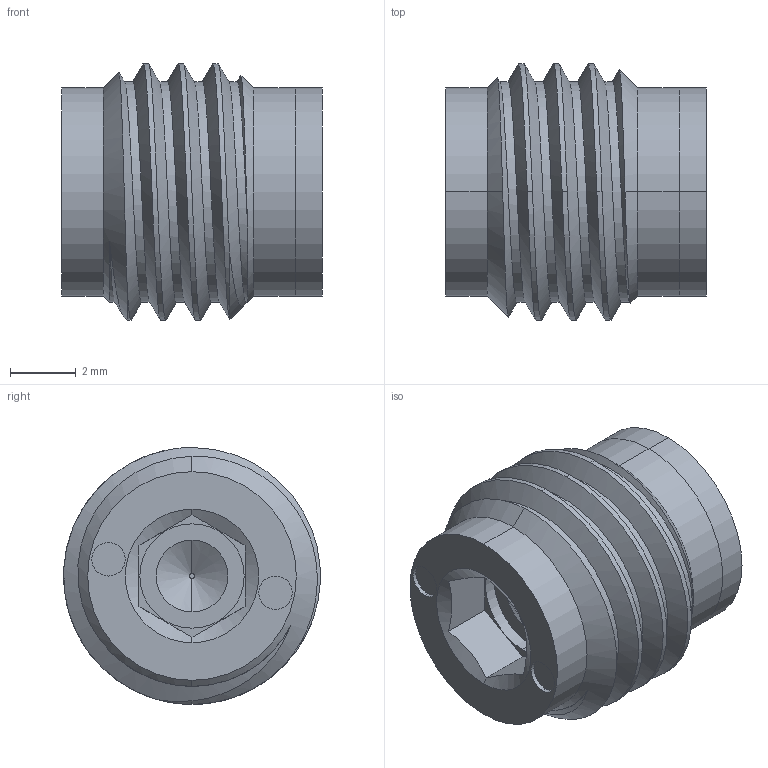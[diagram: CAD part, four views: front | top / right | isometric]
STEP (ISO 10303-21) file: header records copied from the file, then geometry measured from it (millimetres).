
FILE_DESCRIPTION (( 'STEP AP203' ), '1' );
FILE_NAME ('FR-SS-06-F.STEP', '2025-08-25T20:02:43', ( '' ), ( '' ), 'SwSTEP 2.0', 'SolidWorks 2018', '' );
FILE_SCHEMA (( 'CONFIG_CONTROL_DESIGN' ));
Length unit declared in the file: inch
Products named in the file (4): FR-SS-06-F; PRT-003542; PRT-000778; PRT-000069
Assembly tree (3 placements, depth 2):
  FR-SS-06-F
    PRT-000069
    PRT-000778
    PRT-003542
Bounding box: 7.94 x 7.81 x 7.82 mm (x, y, z)
Volume: 243.3 mm3; surface area: 531.2 mm2
Topology: 3 solids, 3 shells, 67 faces, 149 edges, 95 vertices
Faces by surface type: cylinder 31, plane 19, cone 14, bspline 3
Entity records: 4549 total; most frequent: CARTESIAN_POINT 2673, DIRECTION 314, ORIENTED_EDGE 298, EDGE_CURVE 149, AXIS2_PLACEMENT_3D 129, VERTEX_POINT 95, EDGE_LOOP 78, ADVANCED_FACE 67
